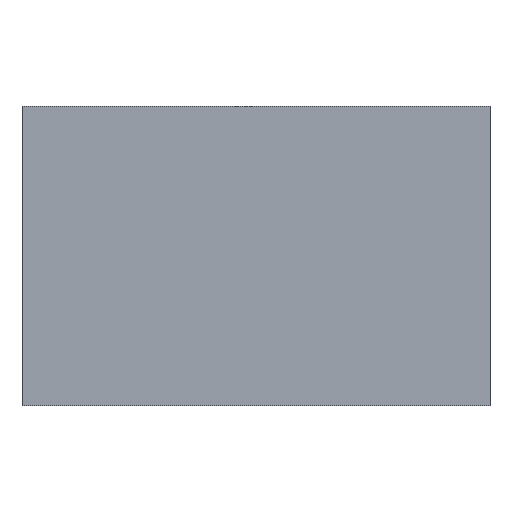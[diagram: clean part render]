
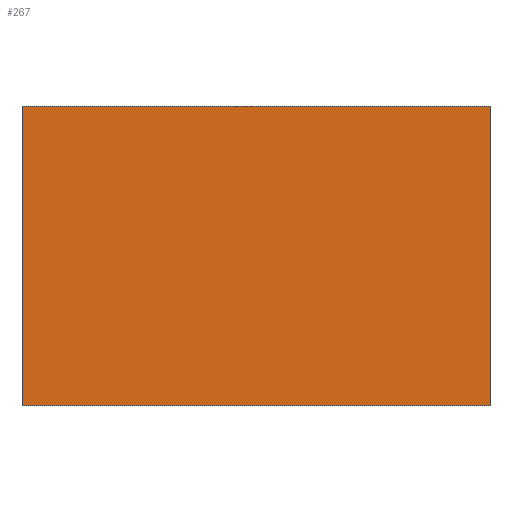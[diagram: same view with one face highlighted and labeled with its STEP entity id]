
A CAD part, front view. The second image highlights one B-rep face of the part: STEP entity #267.
In plain terms, the highlighted planar face has unit normal (0, -1, 0).
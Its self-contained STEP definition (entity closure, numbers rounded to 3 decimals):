
#7 = CARTESIAN_POINT ( 'NONE',  ( 0., 0., -3.2 ) ) ;
#10 = EDGE_CURVE ( 'NONE', #86, #128, #159, .T. ) ;
#19 = EDGE_LOOP ( 'NONE', ( #20, #148, #170, #112 ) ) ;
#20 = ORIENTED_EDGE ( 'NONE', *, *, #256, .F. ) ;
#26 = AXIS2_PLACEMENT_3D ( 'NONE', #144, #231, #101 ) ;
#33 = CARTESIAN_POINT ( 'NONE',  ( 0., 0., -3.2 ) ) ;
#40 = VERTEX_POINT ( 'NONE', #33 ) ;
#46 = EDGE_CURVE ( 'NONE', #195, #86, #165, .T. ) ;
#50 = VECTOR ( 'NONE', #247, 1000. ) ;
#55 = CARTESIAN_POINT ( 'NONE',  ( 5., 0., 0. ) ) ;
#80 = VECTOR ( 'NONE', #209, 1000. ) ;
#86 = VERTEX_POINT ( 'NONE', #55 ) ;
#99 = FACE_OUTER_BOUND ( 'NONE', #19, .T. ) ;
#101 = DIRECTION ( 'NONE',  ( 0., 0., -1. ) ) ;
#112 = ORIENTED_EDGE ( 'NONE', *, *, #46, .F. ) ;
#114 = VECTOR ( 'NONE', #122, 1000. ) ;
#120 = LINE ( 'NONE', #7, #114 ) ;
#122 = DIRECTION ( 'NONE',  ( -1., 0., 0. ) ) ;
#128 = VERTEX_POINT ( 'NONE', #243 ) ;
#144 = CARTESIAN_POINT ( 'NONE',  ( 0., 0., 0. ) ) ;
#148 = ORIENTED_EDGE ( 'NONE', *, *, #213, .F. ) ;
#159 = LINE ( 'NONE', #203, #214 ) ;
#165 = LINE ( 'NONE', #223, #50 ) ;
#170 = ORIENTED_EDGE ( 'NONE', *, *, #10, .F. ) ;
#186 = DIRECTION ( 'NONE',  ( 0., 0., -1. ) ) ;
#188 = PLANE ( 'NONE',  #26 ) ;
#195 = VERTEX_POINT ( 'NONE', #242 ) ;
#203 = CARTESIAN_POINT ( 'NONE',  ( 5., 0., 0. ) ) ;
#209 = DIRECTION ( 'NONE',  ( 0., 0., 1. ) ) ;
#210 = LINE ( 'NONE', #233, #80 ) ;
#213 = EDGE_CURVE ( 'NONE', #128, #40, #120, .T. ) ;
#214 = VECTOR ( 'NONE', #186, 1000. ) ;
#223 = CARTESIAN_POINT ( 'NONE',  ( 0., 0., 0. ) ) ;
#231 = DIRECTION ( 'NONE',  ( 0., -1., 0. ) ) ;
#233 = CARTESIAN_POINT ( 'NONE',  ( 0., 0., 0. ) ) ;
#242 = CARTESIAN_POINT ( 'NONE',  ( 0., 0., 0. ) ) ;
#243 = CARTESIAN_POINT ( 'NONE',  ( 5., 0., -3.2 ) ) ;
#247 = DIRECTION ( 'NONE',  ( 1., 0., 0. ) ) ;
#256 = EDGE_CURVE ( 'NONE', #40, #195, #210, .T. ) ;
#267 = ADVANCED_FACE ( 'NONE', ( #99 ), #188, .T. ) ;
